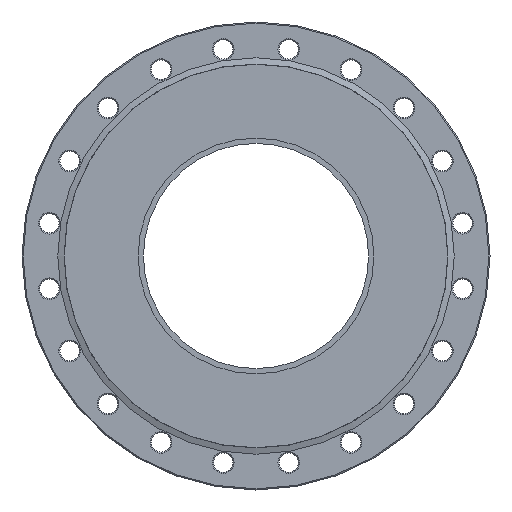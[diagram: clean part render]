
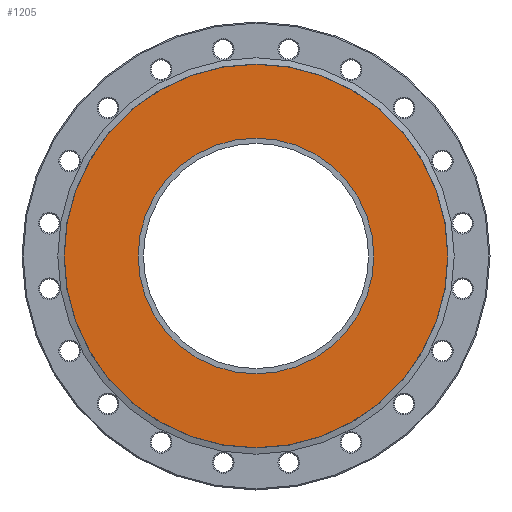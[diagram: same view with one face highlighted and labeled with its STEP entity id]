
A CAD part, left-side view. The second image highlights one B-rep face of the part: STEP entity #1205.
In plain terms, the highlighted face is planar.
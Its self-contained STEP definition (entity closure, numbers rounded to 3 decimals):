
#22 = ORIENTED_EDGE ( 'NONE', *, *, #1026, .T. ) ;
#41 = FACE_OUTER_BOUND ( 'NONE', #174, .T. ) ;
#174 = EDGE_LOOP ( 'NONE', ( #521 ) ) ;
#292 = DIRECTION ( 'NONE',  ( -1., 0., 0. ) ) ;
#386 = CARTESIAN_POINT ( 'NONE',  ( 20.499, 0., 0. ) ) ;
#439 = EDGE_CURVE ( 'NONE', #2254, #2254, #847, .T. ) ;
#521 = ORIENTED_EDGE ( 'NONE', *, *, #439, .F. ) ;
#619 = CARTESIAN_POINT ( 'NONE',  ( 20.499, 0., 82.985 ) ) ;
#754 = VERTEX_POINT ( 'NONE', #1115 ) ;
#845 = PLANE ( 'NONE',  #1656 ) ;
#847 = CIRCLE ( 'NONE', #1810, 82.985 ) ;
#879 = CARTESIAN_POINT ( 'NONE',  ( 20.499, 0., 0. ) ) ;
#1026 = EDGE_CURVE ( 'NONE', #754, #754, #1857, .T. ) ;
#1062 = DIRECTION ( 'NONE',  ( 0., 0., 1. ) ) ;
#1115 = CARTESIAN_POINT ( 'NONE',  ( 20.499, 0., 51. ) ) ;
#1205 = ADVANCED_FACE ( 'NONE', ( #41, #2017 ), #845, .F. ) ;
#1206 = AXIS2_PLACEMENT_3D ( 'NONE', #879, #2204, #1062 ) ;
#1210 = DIRECTION ( 'NONE',  ( 0., 0., 1. ) ) ;
#1239 = DIRECTION ( 'NONE',  ( 0., 0., 1. ) ) ;
#1292 = EDGE_LOOP ( 'NONE', ( #22 ) ) ;
#1547 = DIRECTION ( 'NONE',  ( -1., 0., 0. ) ) ;
#1656 = AXIS2_PLACEMENT_3D ( 'NONE', #1988, #292, #1239 ) ;
#1810 = AXIS2_PLACEMENT_3D ( 'NONE', #386, #1547, #1210 ) ;
#1857 = CIRCLE ( 'NONE', #1206, 51. ) ;
#1988 = CARTESIAN_POINT ( 'NONE',  ( 20.499, 82.985, 0. ) ) ;
#2017 = FACE_BOUND ( 'NONE', #1292, .T. ) ;
#2204 = DIRECTION ( 'NONE',  ( -1., 0., 0. ) ) ;
#2254 = VERTEX_POINT ( 'NONE', #619 ) ;
